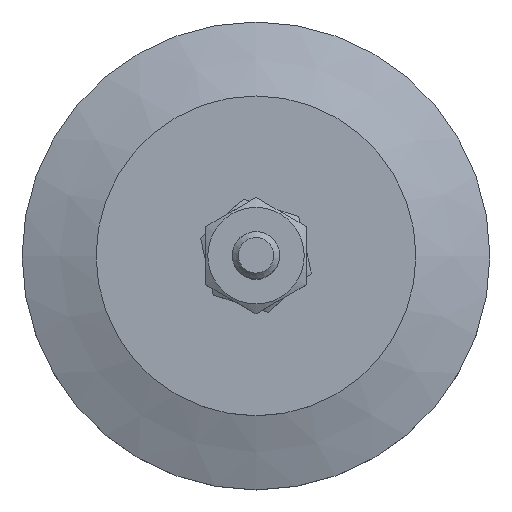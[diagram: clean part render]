
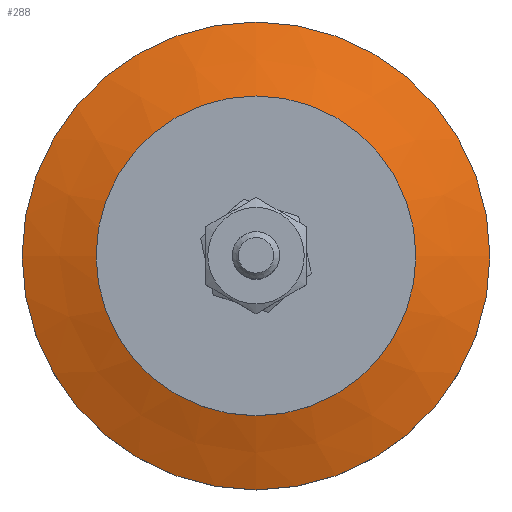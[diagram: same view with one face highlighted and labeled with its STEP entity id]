
A CAD part, top view. The second image highlights one B-rep face of the part: STEP entity #288.
In plain terms, the highlighted conical face has half-angle 70 degrees and reference radius 33.25 mm.
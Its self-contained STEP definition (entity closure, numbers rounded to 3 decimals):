
#254=CARTESIAN_POINT('',(0.0,27.,14.5));
#255=VERTEX_POINT('',#254);
#256=CARTESIAN_POINT('',(0.0,0.0,14.5));
#257=DIRECTION('',(0.0,0.0,-1.0));
#258=DIRECTION('',(0.0,1.0,0.0));
#259=AXIS2_PLACEMENT_3D('',#256,#257,#258);
#260=CIRCLE('',#259,27.);
#261=EDGE_CURVE('',#255,#255,#260,.T.);
#269=CARTESIAN_POINT('',(0.0,0.0,12.225));
#270=DIRECTION('',(0.0,0.0,-1.0));
#271=DIRECTION('',(0.0,1.0,0.0));
#272=AXIS2_PLACEMENT_3D('',#269,#270,#271);
#273=CONICAL_SURFACE('',#272,33.25,70.);
#274=CARTESIAN_POINT('',(0.0,39.5,9.95));
#275=VERTEX_POINT('',#274);
#276=CARTESIAN_POINT('',(0.0,0.0,9.95));
#277=DIRECTION('',(0.0,0.0,-1.0));
#278=DIRECTION('',(0.0,1.0,0.0));
#279=AXIS2_PLACEMENT_3D('',#276,#277,#278);
#280=CIRCLE('',#279,39.5);
#281=EDGE_CURVE('',#275,#275,#280,.T.);
#282=ORIENTED_EDGE('',*,*,#281,.F.);
#283=EDGE_LOOP('',(#282));
#284=FACE_OUTER_BOUND('',#283,.T.);
#285=ORIENTED_EDGE('',*,*,#261,.T.);
#286=EDGE_LOOP('',(#285));
#287=FACE_BOUND('',#286,.T.);
#288=ADVANCED_FACE('',(#284,#287),#273,.T.);
